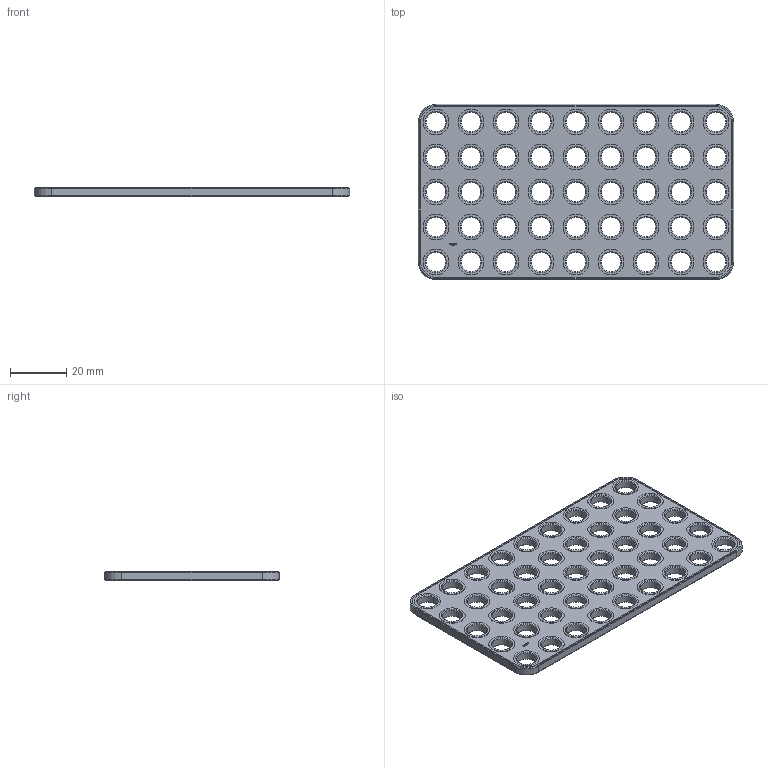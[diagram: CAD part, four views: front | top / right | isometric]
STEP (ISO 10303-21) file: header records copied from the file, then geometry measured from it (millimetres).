
FILE_DESCRIPTION(('FreeCAD Model'),'2;1');
FILE_NAME('Open CASCADE Shape Model','2024-10-08T02:07:41',(''),(''), 'Open CASCADE STEP processor 7.7','FreeCAD','Unknown');
FILE_SCHEMA(('AUTOMOTIVE_DESIGN { 1 0 10303 214 1 1 1 1 }'));
Length unit declared in the file: millimetre
Products named in the file (1): Plate RCT CRNR BU09x05x00.25 - SPN-PLT-0109 (stemfie.org)
Bounding box: 112.5 x 62.5 x 3.12 mm (x, y, z)
Volume: 15586.5 mm3; surface area: 14555.7 mm2
Topology: 1 solids, 1 shells, 712 faces, 1790 edges, 1158 vertices
Faces by surface type: plane 366, extrusion 150, cylinder 98, cone 98
Full cylindrical faces by diameter (mm): 7 x45, 9.2 x45
Entity records: 21826 total; most frequent: CARTESIAN_POINT 4885, ORIENTED_EDGE 3580, DIRECTION 3060, EDGE_CURVE 1790, VECTOR 1346, LINE 1196, VERTEX_POINT 1158, FACE_BOUND 880
